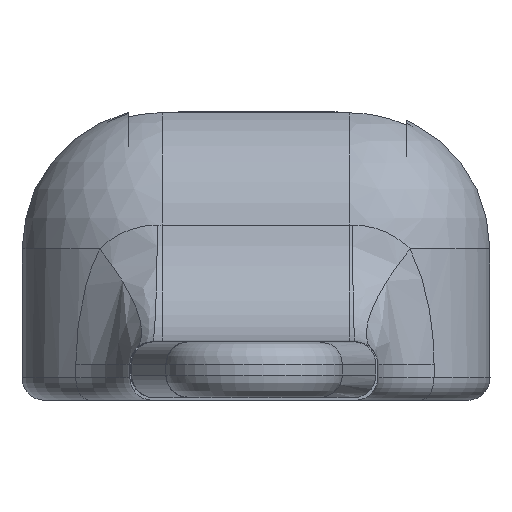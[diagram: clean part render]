
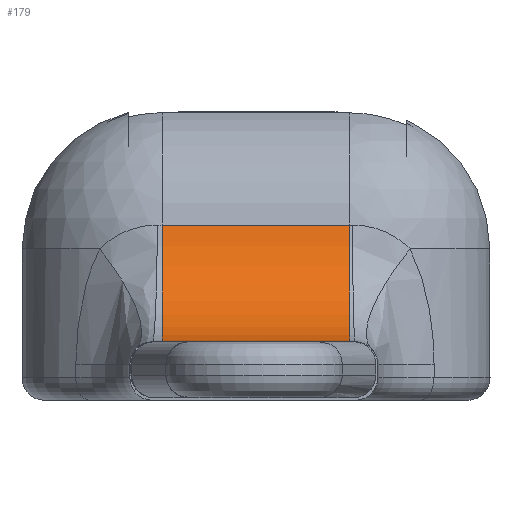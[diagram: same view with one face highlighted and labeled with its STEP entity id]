
A CAD part, front view. The second image highlights one B-rep face of the part: STEP entity #179.
In plain terms, the highlighted cylindrical face has radius 3.962 mm (diameter 7.925 mm), a partial arc.
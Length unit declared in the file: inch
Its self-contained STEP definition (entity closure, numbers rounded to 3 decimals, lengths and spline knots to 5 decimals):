
#130=CYLINDRICAL_SURFACE('',#1148,0.156);
#179=ADVANCED_FACE('',(#254),#130,.F.);
#254=FACE_OUTER_BOUND('',#313,.T.);
#313=EDGE_LOOP('',(#557,#558,#559,#560));
#390=CIRCLE('',#1145,0.156);
#391=CIRCLE('',#1147,0.156);
#557=ORIENTED_EDGE('',*,*,#897,.T.);
#558=ORIENTED_EDGE('',*,*,#843,.F.);
#559=ORIENTED_EDGE('',*,*,#898,.F.);
#560=ORIENTED_EDGE('',*,*,#883,.F.);
#750=VERTEX_POINT('',#1593);
#751=VERTEX_POINT('',#1595);
#771=VERTEX_POINT('',#1734);
#777=VERTEX_POINT('',#1786);
#843=EDGE_CURVE('',#750,#751,#974,.T.);
#883=EDGE_CURVE('',#777,#771,#987,.T.);
#897=EDGE_CURVE('',#777,#751,#390,.T.);
#898=EDGE_CURVE('',#771,#750,#391,.T.);
#974=LINE('',#1594,#1039);
#987=LINE('',#1787,#1052);
#1039=VECTOR('',#1267,1.);
#1052=VECTOR('',#1340,1.);
#1145=AXIS2_PLACEMENT_3D('',#1867,#1368,#1369);
#1147=AXIS2_PLACEMENT_3D('',#1869,#1372,#1373);
#1148=AXIS2_PLACEMENT_3D('',#1870,#1374,#1375);
#1267=DIRECTION('',(-1.,0.,0.));
#1340=DIRECTION('',(1.,0.,0.));
#1368=DIRECTION('',(-1.,0.,0.));
#1369=DIRECTION('',(0.,0.,1.));
#1372=DIRECTION('',(-1.,0.,0.));
#1373=DIRECTION('',(0.,0.,1.));
#1374=DIRECTION('',(-1.,0.,0.));
#1375=DIRECTION('',(0.,0.,1.));
#1593=CARTESIAN_POINT('',(1.6135,6.18953,-3.17865));
#1594=CARTESIAN_POINT('',(1.40538,6.18953,-3.17865));
#1595=CARTESIAN_POINT('',(1.40538,6.18953,-3.17865));
#1734=CARTESIAN_POINT('',(1.6135,6.34327,-3.04915));
#1786=CARTESIAN_POINT('',(1.40538,6.34327,-3.04915));
#1787=CARTESIAN_POINT('',(1.50944,6.34327,-3.04915));
#1867=CARTESIAN_POINT('',(1.40538,6.18953,-3.02265));
#1869=CARTESIAN_POINT('',(1.6135,6.18953,-3.02265));
#1870=CARTESIAN_POINT('',(1.50944,6.18953,-3.02265));
